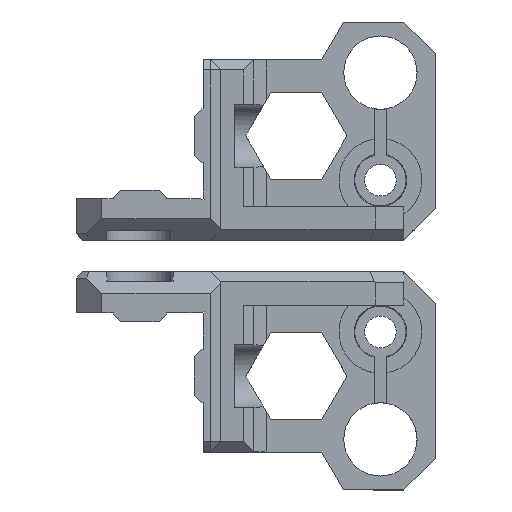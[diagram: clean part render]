
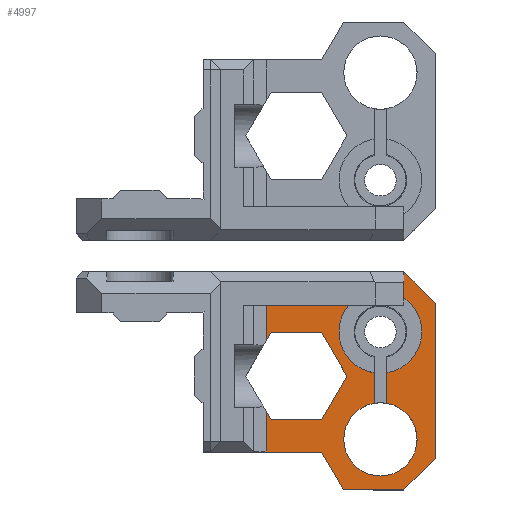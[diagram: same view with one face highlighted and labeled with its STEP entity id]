
A CAD part, top view. The second image highlights one B-rep face of the part: STEP entity #4997.
In plain terms, the highlighted face is planar.
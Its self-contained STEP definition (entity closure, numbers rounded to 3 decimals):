
#225=PLANE('',#5365);
#499=FACE_OUTER_BOUND('',#792,.T.);
#792=EDGE_LOOP('',(#4220,#4221,#4222,#4223,#4224,#4225,#4226,#4227,#4228,
#4229,#4230,#4231,#4232,#4233,#4234,#4235,#4236,#4237,#4238,#4239,#4240,
#4241));
#1304=LINE('',#7718,#1944);
#1308=LINE('',#7729,#1948);
#1309=LINE('',#7732,#1949);
#1310=LINE('',#7734,#1950);
#1311=LINE('',#7736,#1951);
#1312=LINE('',#7738,#1952);
#1313=LINE('',#7740,#1953);
#1314=LINE('',#7741,#1954);
#1315=LINE('',#7743,#1955);
#1316=LINE('',#7745,#1956);
#1317=LINE('',#7747,#1957);
#1318=LINE('',#7749,#1958);
#1319=LINE('',#7751,#1959);
#1320=LINE('',#7753,#1960);
#1321=LINE('',#7755,#1961);
#1322=LINE('',#7759,#1962);
#1323=LINE('',#7765,#1963);
#1324=LINE('',#7768,#1964);
#1944=VECTOR('',#6296,10.);
#1948=VECTOR('',#6304,10.);
#1949=VECTOR('',#6307,10.);
#1950=VECTOR('',#6308,10.);
#1951=VECTOR('',#6309,10.);
#1952=VECTOR('',#6310,10.);
#1953=VECTOR('',#6311,10.);
#1954=VECTOR('',#6312,10.);
#1955=VECTOR('',#6313,10.);
#1956=VECTOR('',#6314,10.);
#1957=VECTOR('',#6315,10.);
#1958=VECTOR('',#6316,10.);
#1959=VECTOR('',#6317,10.);
#1960=VECTOR('',#6318,10.);
#1961=VECTOR('',#6319,10.);
#1962=VECTOR('',#6322,10.);
#1963=VECTOR('',#6327,10.);
#1964=VECTOR('',#6330,10.);
#2234=CIRCLE('',#5366,6.55);
#2235=CIRCLE('',#5367,5.8);
#2236=CIRCLE('',#5368,5.8);
#2237=CIRCLE('',#5369,6.55);
#2531=VERTEX_POINT('',#7709);
#2535=VERTEX_POINT('',#7716);
#2536=VERTEX_POINT('',#7720);
#2540=VERTEX_POINT('',#7727);
#2541=VERTEX_POINT('',#7731);
#2542=VERTEX_POINT('',#7733);
#2543=VERTEX_POINT('',#7735);
#2544=VERTEX_POINT('',#7737);
#2545=VERTEX_POINT('',#7739);
#2546=VERTEX_POINT('',#7742);
#2547=VERTEX_POINT('',#7744);
#2548=VERTEX_POINT('',#7746);
#2549=VERTEX_POINT('',#7748);
#2550=VERTEX_POINT('',#7750);
#2551=VERTEX_POINT('',#7752);
#2552=VERTEX_POINT('',#7754);
#2553=VERTEX_POINT('',#7756);
#2554=VERTEX_POINT('',#7758);
#2555=VERTEX_POINT('',#7760);
#2556=VERTEX_POINT('',#7762);
#2557=VERTEX_POINT('',#7764);
#2558=VERTEX_POINT('',#7766);
#3130=EDGE_CURVE('',#2531,#2535,#1304,.T.);
#3135=EDGE_CURVE('',#2536,#2540,#1308,.T.);
#3136=EDGE_CURVE('',#2541,#2535,#1309,.T.);
#3137=EDGE_CURVE('',#2542,#2541,#1310,.T.);
#3138=EDGE_CURVE('',#2543,#2542,#1311,.T.);
#3139=EDGE_CURVE('',#2544,#2543,#1312,.T.);
#3140=EDGE_CURVE('',#2545,#2544,#1313,.T.);
#3141=EDGE_CURVE('',#2536,#2545,#1314,.T.);
#3142=EDGE_CURVE('',#2540,#2546,#1315,.T.);
#3143=EDGE_CURVE('',#2546,#2547,#1316,.T.);
#3144=EDGE_CURVE('',#2548,#2547,#1317,.T.);
#3145=EDGE_CURVE('',#2548,#2549,#1318,.T.);
#3146=EDGE_CURVE('',#2550,#2549,#1319,.T.);
#3147=EDGE_CURVE('',#2550,#2551,#1320,.T.);
#3148=EDGE_CURVE('',#2552,#2551,#1321,.T.);
#3149=EDGE_CURVE('',#2553,#2552,#2234,.T.);
#3150=EDGE_CURVE('',#2554,#2553,#1322,.T.);
#3151=EDGE_CURVE('',#2555,#2554,#2235,.T.);
#3152=EDGE_CURVE('',#2556,#2555,#2236,.T.);
#3153=EDGE_CURVE('',#2557,#2556,#1323,.T.);
#3154=EDGE_CURVE('',#2558,#2557,#2237,.T.);
#3155=EDGE_CURVE('',#2531,#2558,#1324,.T.);
#4220=ORIENTED_EDGE('',*,*,#3130,.T.);
#4221=ORIENTED_EDGE('',*,*,#3136,.F.);
#4222=ORIENTED_EDGE('',*,*,#3137,.F.);
#4223=ORIENTED_EDGE('',*,*,#3138,.F.);
#4224=ORIENTED_EDGE('',*,*,#3139,.F.);
#4225=ORIENTED_EDGE('',*,*,#3140,.F.);
#4226=ORIENTED_EDGE('',*,*,#3141,.F.);
#4227=ORIENTED_EDGE('',*,*,#3135,.T.);
#4228=ORIENTED_EDGE('',*,*,#3142,.T.);
#4229=ORIENTED_EDGE('',*,*,#3143,.T.);
#4230=ORIENTED_EDGE('',*,*,#3144,.F.);
#4231=ORIENTED_EDGE('',*,*,#3145,.T.);
#4232=ORIENTED_EDGE('',*,*,#3146,.F.);
#4233=ORIENTED_EDGE('',*,*,#3147,.T.);
#4234=ORIENTED_EDGE('',*,*,#3148,.F.);
#4235=ORIENTED_EDGE('',*,*,#3149,.F.);
#4236=ORIENTED_EDGE('',*,*,#3150,.F.);
#4237=ORIENTED_EDGE('',*,*,#3151,.F.);
#4238=ORIENTED_EDGE('',*,*,#3152,.F.);
#4239=ORIENTED_EDGE('',*,*,#3153,.F.);
#4240=ORIENTED_EDGE('',*,*,#3154,.F.);
#4241=ORIENTED_EDGE('',*,*,#3155,.F.);
#4997=ADVANCED_FACE('',(#499),#225,.F.);
#5365=AXIS2_PLACEMENT_3D('',#7730,#6305,#6306);
#5366=AXIS2_PLACEMENT_3D('',#7757,#6320,#6321);
#5367=AXIS2_PLACEMENT_3D('',#7761,#6323,#6324);
#5368=AXIS2_PLACEMENT_3D('',#7763,#6325,#6326);
#5369=AXIS2_PLACEMENT_3D('',#7767,#6328,#6329);
#6296=DIRECTION('',(0.,1.,0.));
#6304=DIRECTION('',(0.,1.,0.));
#6305=DIRECTION('center_axis',(0.,0.,1.));
#6306=DIRECTION('ref_axis',(1.,0.,0.));
#6307=DIRECTION('',(-0.5,0.866,0.));
#6308=DIRECTION('',(-1.,0.,0.));
#6309=DIRECTION('',(-0.5,-0.866,0.));
#6310=DIRECTION('',(0.5,-0.866,0.));
#6311=DIRECTION('',(1.,0.,0.));
#6312=DIRECTION('',(0.5,0.866,0.));
#6313=DIRECTION('',(1.,0.,0.));
#6314=DIRECTION('',(0.5,0.866,0.));
#6315=DIRECTION('',(-1.,0.,0.));
#6316=DIRECTION('',(0.707,-0.707,0.));
#6317=DIRECTION('',(0.,1.,0.));
#6318=DIRECTION('',(-0.707,-0.707,0.));
#6319=DIRECTION('',(0.,-1.,0.));
#6320=DIRECTION('center_axis',(0.,0.,-1.));
#6321=DIRECTION('ref_axis',(1.,0.,0.));
#6322=DIRECTION('',(0.,-1.,0.));
#6323=DIRECTION('center_axis',(0.,0.,-1.));
#6324=DIRECTION('ref_axis',(1.,0.,0.));
#6325=DIRECTION('center_axis',(0.,0.,-1.));
#6326=DIRECTION('ref_axis',(1.,0.,0.));
#6327=DIRECTION('',(0.,1.,0.));
#6328=DIRECTION('center_axis',(0.,0.,-1.));
#6329=DIRECTION('ref_axis',(1.,0.,0.));
#6330=DIRECTION('',(1.,0.,0.));
#7709=CARTESIAN_POINT('',(-18.05,-4.2,0.));
#7716=CARTESIAN_POINT('',(-18.05,1.371,0.));
#7718=CARTESIAN_POINT('',(-18.05,1.775,0.));
#7720=CARTESIAN_POINT('',(-18.05,12.629,0.));
#7727=CARTESIAN_POINT('',(-18.05,19.,0.));
#7729=CARTESIAN_POINT('',(-18.05,1.775,0.));
#7730=CARTESIAN_POINT('Origin',(-19.675,7.75,0.));
#7731=CARTESIAN_POINT('',(-17.3,0.072,0.));
#7732=CARTESIAN_POINT('',(-21.3,7.,0.));
#7733=CARTESIAN_POINT('',(-9.3,0.072,0.));
#7734=CARTESIAN_POINT('',(-17.3,0.072,0.));
#7735=CARTESIAN_POINT('',(-5.3,7.,0.));
#7736=CARTESIAN_POINT('',(-9.3,0.072,0.));
#7737=CARTESIAN_POINT('',(-9.3,13.928,0.));
#7738=CARTESIAN_POINT('',(-5.3,7.,0.));
#7739=CARTESIAN_POINT('',(-17.3,13.928,0.));
#7740=CARTESIAN_POINT('',(-9.3,13.928,0.));
#7741=CARTESIAN_POINT('',(-17.3,13.928,0.));
#7742=CARTESIAN_POINT('',(-9.3,19.,0.));
#7743=CARTESIAN_POINT('',(-28.05,19.,0.));
#7744=CARTESIAN_POINT('',(-5.836,25.,0.));
#7745=CARTESIAN_POINT('',(-9.3,19.,0.));
#7746=CARTESIAN_POINT('',(3.7,25.,0.));
#7747=CARTESIAN_POINT('',(8.7,25.,0.));
#7748=CARTESIAN_POINT('',(8.7,20.,0.));
#7749=CARTESIAN_POINT('',(3.419,25.281,0.));
#7750=CARTESIAN_POINT('',(8.7,-4.5,0.));
#7751=CARTESIAN_POINT('',(8.7,-9.5,0.));
#7752=CARTESIAN_POINT('',(3.7,-9.5,0.));
#7753=CARTESIAN_POINT('',(3.419,-9.781,0.));
#7754=CARTESIAN_POINT('',(3.7,-5.405,0.));
#7755=CARTESIAN_POINT('',(3.7,-0.875,0.));
#7756=CARTESIAN_POINT('',(1.,6.473,0.));
#7757=CARTESIAN_POINT('Origin',(0.,0.,0.));
#7758=CARTESIAN_POINT('',(1.,11.287,0.));
#7759=CARTESIAN_POINT('',(1.,11.287,0.));
#7760=CARTESIAN_POINT('',(-5.8,17.,0.));
#7761=CARTESIAN_POINT('Origin',(0.,17.,0.));
#7762=CARTESIAN_POINT('',(-1.,11.287,0.));
#7763=CARTESIAN_POINT('Origin',(0.,17.,0.));
#7764=CARTESIAN_POINT('',(-1.,6.473,0.));
#7765=CARTESIAN_POINT('',(-1.,3.925,0.));
#7766=CARTESIAN_POINT('',(-5.026,-4.2,0.));
#7767=CARTESIAN_POINT('Origin',(0.,0.,0.));
#7768=CARTESIAN_POINT('',(-7.988,-4.2,0.));
